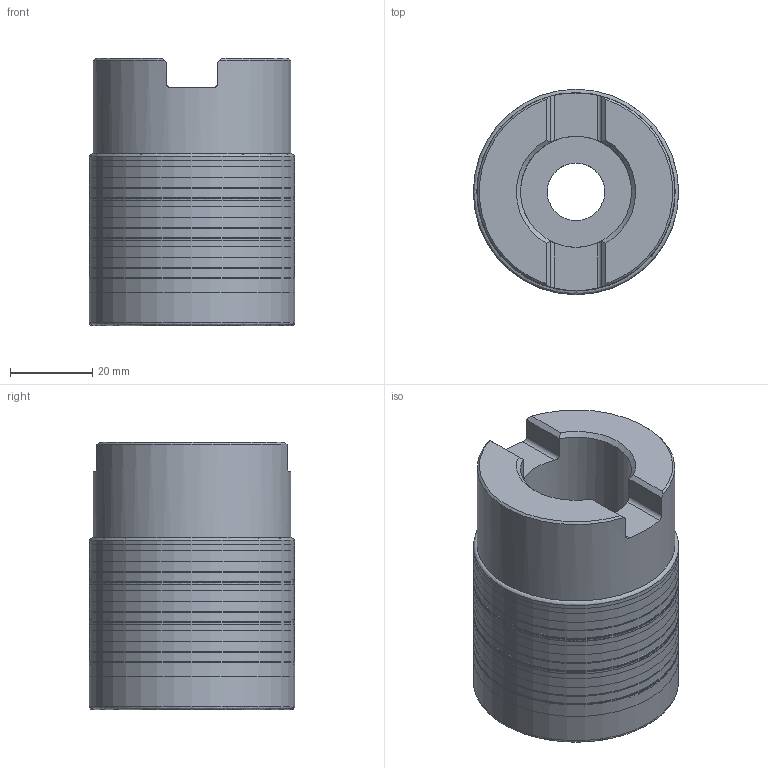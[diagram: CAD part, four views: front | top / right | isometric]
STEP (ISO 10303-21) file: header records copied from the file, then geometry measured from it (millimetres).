
FILE_DESCRIPTION(/* description */ (''),/* implementation_level */ '2;1');
FILE_NAME(/* name */ 'R220.42-0050-040-LNXO.4A_Basic.stp',/* time_stamp */ '2024-02-13T08:57:17+05:00',/* author */ (''),/* organization */ (''),/* preprocessor_version */ 'ST-DEVELOPER v16.7',/* originating_system */ 'SIEMENS PLM Software NX 12.0',/* authorisation */ '');
FILE_SCHEMA (('AUTOMOTIVE_DESIGN { 1 0 10303 214 3 1 1 1 }'));
Length unit declared in the file: millimetre
Products named in the file (5): CUT2; CUT1; NOCUT; ASSEMBLY_CONSTRUCTION; R220.42-0050-040-LNXO.4A_Basic
Assembly tree (6 placements, depth 2):
  R220.42-0050-040-LNXO.4A_Basic
    ASSEMBLY_CONSTRUCTION
    NOCUT
    CUT1
    CUT2  x3
Bounding box: 49.94 x 49.94 x 65 mm (x, y, z)
Volume: 141284.5 mm3; surface area: 36845.9 mm2
Topology: 5 solids, 5 shells, 183 faces, 398 edges, 247 vertices
Faces by surface type: revolution 140, cone 16, plane 16, cylinder 8, torus 2, bspline 1
Full cylindrical faces by diameter (mm): 14 x1, 20 x1, 27.006 x1, 48.09 x1
Entity records: 5829 total; most frequent: CARTESIAN_POINT 2120, DIRECTION 664, ORIENTED_EDGE 436, EDGE_LOOP 346, FACE_BOUND 326, AXIS2_PLACEMENT_3D 250, EDGE_CURVE 218, VERTEX_POINT 198
